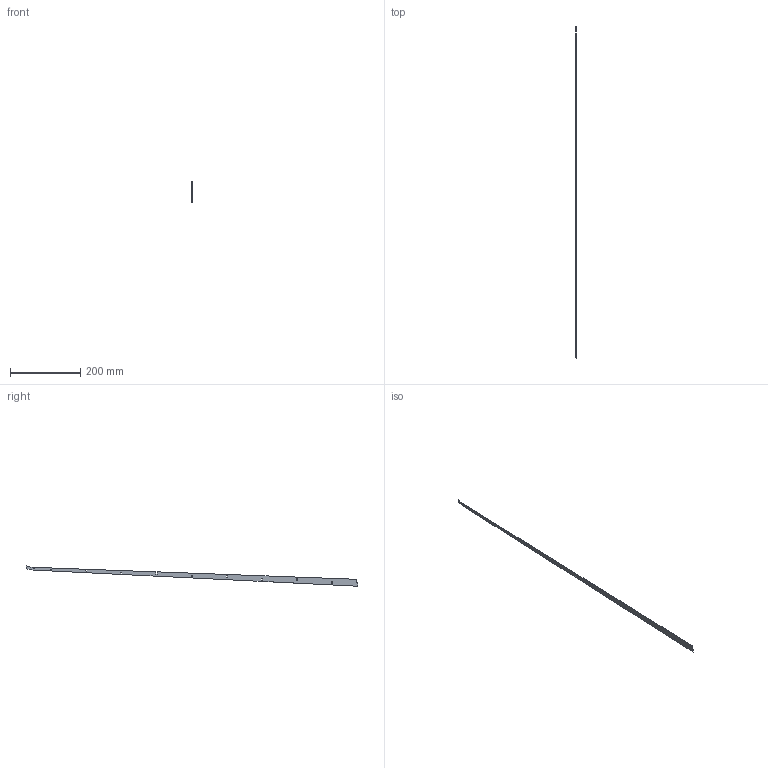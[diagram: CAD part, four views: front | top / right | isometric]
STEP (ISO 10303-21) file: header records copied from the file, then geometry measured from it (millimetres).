
FILE_DESCRIPTION(('CATIA V5 STEP Exchange'),'2;1');
FILE_NAME('Con_Wing_rear_spar.stp','2021-02-27T11:26:37+00:00',('none'),('none'),'CATIA Version 5 Release 21 GA (IN-10)','CATIA V5 STEP AP203','none');
FILE_SCHEMA(('CONFIG_CONTROL_DESIGN'));
Length unit declared in the file: millimetre
Products named in the file (1): Con_Wing_rear_spar
Bounding box: 1 x 944.99 x 58.28 mm (x, y, z)
Volume: 12578.6 mm3; surface area: 27222.2 mm2
Topology: 1 solids, 1 shells, 53 faces, 153 edges, 102 vertices
Faces by surface type: plane 36, bspline 17
Entity records: 5151 total; most frequent: CARTESIAN_POINT 4020, ORIENTED_EDGE 306, EDGE_CURVE 153, B_SPLINE_CURVE_WITH_KNOTS 129, VERTEX_POINT 102, DIRECTION 96, ADVANCED_FACE 53, EDGE_LOOP 53
